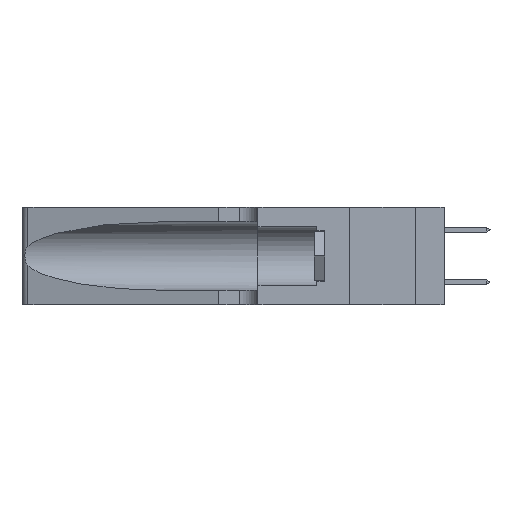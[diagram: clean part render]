
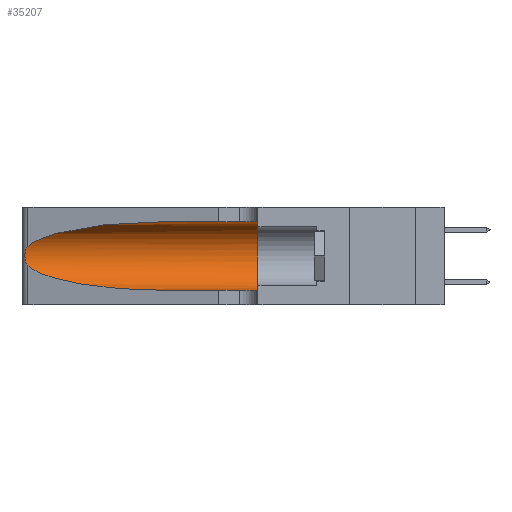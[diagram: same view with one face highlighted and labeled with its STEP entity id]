
A CAD part, left-side view. The second image highlights one B-rep face of the part: STEP entity #35207.
In plain terms, the highlighted cylindrical face has radius 3.308 mm (diameter 6.617 mm), a partial arc.
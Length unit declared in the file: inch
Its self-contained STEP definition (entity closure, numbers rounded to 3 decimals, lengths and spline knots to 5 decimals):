
#1019 = CARTESIAN_POINT ( 'NONE',  ( 0.26018, 1.23835, 0.19895 ) ) ;
#2409 = DIRECTION ( 'NONE',  ( 0., -1., 0. ) ) ;
#2458 = VERTEX_POINT ( 'NONE', #42998 ) ;
#3379 = VERTEX_POINT ( 'NONE', #40102 ) ;
#4003 = CARTESIAN_POINT ( 'NONE',  ( 0.18966, 0.96281, 0.05475 ) ) ;
#4198 = VERTEX_POINT ( 'NONE', #34786 ) ;
#5016 = CARTESIAN_POINT ( 'NONE',  ( 0.25487, 1.22718, 0.22369 ) ) ;
#8015 = CARTESIAN_POINT ( 'NONE',  ( 0.25487, 1.22718, 0.14631 ) ) ;
#8160 = CARTESIAN_POINT ( 'NONE',  ( 0.25789, 1.23486, 0.15765 ) ) ;
#8284 = DIRECTION ( 'NONE',  ( 0., 0., 1. ) ) ;
#8468 = CARTESIAN_POINT ( 'NONE',  ( 0.26017, 1.23833, 0.17102 ) ) ;
#8572 = EDGE_LOOP ( 'NONE', ( #17910, #20683, #33263, #19502, #11344, #13350 ) ) ;
#9570 = DIRECTION ( 'NONE',  ( 0., -1., 0. ) ) ;
#9838 = CARTESIAN_POINT ( 'NONE',  ( 0.2373, 1.15595, 0.28018 ) ) ;
#11252 = EDGE_CURVE ( 'NONE', #3379, #29203, #27840, .T. ) ;
#11344 = ORIENTED_EDGE ( 'NONE', *, *, #11252, .F. ) ;
#11709 = CARTESIAN_POINT ( 'NONE',  ( 0.1305, 0.72297, 0.05475 ) ) ;
#11768 = DIRECTION ( 'NONE',  ( 0., 1., 0. ) ) ;
#11794 = CARTESIAN_POINT ( 'NONE',  ( 0.26075, 1.23896, 0.19203 ) ) ;
#12860 = CARTESIAN_POINT ( 'NONE',  ( 0.18966, 0.96281, 0.31525 ) ) ;
#13350 = ORIENTED_EDGE ( 'NONE', *, *, #43166, .F. ) ;
#14919 = CARTESIAN_POINT ( 'NONE',  ( 0.25555, 1.22994, 0.2215 ) ) ;
#15228 = CARTESIAN_POINT ( 'NONE',  ( 0.26075, 1.23896, 0.178 ) ) ;
#15288 = CARTESIAN_POINT ( 'NONE',  ( 0.1305, 0.35, 0.05475 ) ) ;
#15527 = B_SPLINE_CURVE_WITH_KNOTS ( 'NONE', 3,
 ( #5016, #14919, #35736, #22322, #28563, #1019, #11794, #15228, #8468, #21854, #8160, #39196, #31988, #8015 ),
 .UNSPECIFIED., .F., .F.,
 ( 4, 2, 2, 2, 2, 2, 4 ),
 ( 0., 0.00027, 0.00053, 0.00107, 0.0016, 0.00187, 0.00214 ),
 .UNSPECIFIED. ) ;
#17847 = CARTESIAN_POINT ( 'NONE',  ( 0.2373, 1.15595, 0.08982 ) ) ;
#17910 = ORIENTED_EDGE ( 'NONE', *, *, #22361, .T. ) ;
#19502 = ORIENTED_EDGE ( 'NONE', *, *, #42035, .T. ) ;
#19671 =( BOUNDED_CURVE ( )  B_SPLINE_CURVE ( 3, ( #25050, #17847, #4003, #11709 ),
 .UNSPECIFIED., .F., .T. ) 
 B_SPLINE_CURVE_WITH_KNOTS ( ( 4, 4 ),
 ( 3.44316, 4.71239 ),
 .UNSPECIFIED. ) 
 CURVE ( )  GEOMETRIC_REPRESENTATION_ITEM ( )  RATIONAL_B_SPLINE_CURVE ( ( 1., 0.87, 0.87, 1. ) ) 
 REPRESENTATION_ITEM ( '' )  );
#20535 = CARTESIAN_POINT ( 'NONE',  ( 0.1305, 1.61858, 0.05475 ) ) ;
#20683 = ORIENTED_EDGE ( 'NONE', *, *, #42313, .T. ) ;
#21854 = CARTESIAN_POINT ( 'NONE',  ( 0.25856, 1.23593, 0.16098 ) ) ;
#22322 = CARTESIAN_POINT ( 'NONE',  ( 0.25787, 1.23484, 0.2124 ) ) ;
#22361 = EDGE_CURVE ( 'NONE', #2458, #4198, #32569, .T. ) ;
#22607 = VECTOR ( 'NONE', #2409, 39.37008 ) ;
#23245 = CARTESIAN_POINT ( 'NONE',  ( 0.1305, 0.72297, 0.31525 ) ) ;
#23666 = CARTESIAN_POINT ( 'NONE',  ( 0.25487, 1.22718, 0.22369 ) ) ;
#25050 = CARTESIAN_POINT ( 'NONE',  ( 0.25487, 1.22718, 0.14631 ) ) ;
#25318 = VECTOR ( 'NONE', #44478, 39.37008 ) ;
#26110 = CYLINDRICAL_SURFACE ( 'NONE', #36823, 0.13025 ) ;
#26955 = DIRECTION ( 'NONE',  ( 0., 0., -1. ) ) ;
#27840 = CIRCLE ( 'NONE', #30157, 0.13025 ) ;
#28563 = CARTESIAN_POINT ( 'NONE',  ( 0.25854, 1.2359, 0.20912 ) ) ;
#29203 = VERTEX_POINT ( 'NONE', #15288 ) ;
#29307 = FACE_OUTER_BOUND ( 'NONE', #8572, .T. ) ;
#30157 = AXIS2_PLACEMENT_3D ( 'NONE', #42461, #11768, #8284 ) ;
#31988 = CARTESIAN_POINT ( 'NONE',  ( 0.25555, 1.22993, 0.14849 ) ) ;
#32569 =( BOUNDED_CURVE ( )  B_SPLINE_CURVE ( 3, ( #23245, #12860, #9838, #23666 ),
 .UNSPECIFIED., .F., .F. ) 
 B_SPLINE_CURVE_WITH_KNOTS ( ( 4, 4 ),
 ( 1.5708, 2.84003 ),
 .UNSPECIFIED. ) 
 CURVE ( )  GEOMETRIC_REPRESENTATION_ITEM ( )  RATIONAL_B_SPLINE_CURVE ( ( 1., 0.87, 0.87, 1. ) ) 
 REPRESENTATION_ITEM ( '' )  );
#33263 = ORIENTED_EDGE ( 'NONE', *, *, #38998, .T. ) ;
#33333 = LINE ( 'NONE', #20535, #25318 ) ;
#34786 = CARTESIAN_POINT ( 'NONE',  ( 0.25487, 1.22718, 0.22369 ) ) ;
#35207 = ADVANCED_FACE ( 'NONE', ( #29307 ), #26110, .F. ) ;
#35736 = CARTESIAN_POINT ( 'NONE',  ( 0.25639, 1.23184, 0.21858 ) ) ;
#36592 = CARTESIAN_POINT ( 'NONE',  ( 0.1305, 0.72297, 0.05475 ) ) ;
#36823 = AXIS2_PLACEMENT_3D ( 'NONE', #44030, #9570, #26955 ) ;
#38998 = EDGE_CURVE ( 'NONE', #39898, #43135, #19671, .T. ) ;
#39196 = CARTESIAN_POINT ( 'NONE',  ( 0.25639, 1.23186, 0.15144 ) ) ;
#39783 = CARTESIAN_POINT ( 'NONE',  ( 0.1305, 1.61858, 0.31525 ) ) ;
#39898 = VERTEX_POINT ( 'NONE', #42234 ) ;
#40102 = CARTESIAN_POINT ( 'NONE',  ( 0.1305, 0.35, 0.31525 ) ) ;
#42035 = EDGE_CURVE ( 'NONE', #43135, #29203, #33333, .T. ) ;
#42234 = CARTESIAN_POINT ( 'NONE',  ( 0.25487, 1.22718, 0.14631 ) ) ;
#42313 = EDGE_CURVE ( 'NONE', #4198, #39898, #15527, .T. ) ;
#42461 = CARTESIAN_POINT ( 'NONE',  ( 0.1305, 0.35, 0.185 ) ) ;
#42998 = CARTESIAN_POINT ( 'NONE',  ( 0.1305, 0.72297, 0.31525 ) ) ;
#43135 = VERTEX_POINT ( 'NONE', #36592 ) ;
#43166 = EDGE_CURVE ( 'NONE', #2458, #3379, #44025, .T. ) ;
#44025 = LINE ( 'NONE', #39783, #22607 ) ;
#44030 = CARTESIAN_POINT ( 'NONE',  ( 0.1305, 1.61858, 0.185 ) ) ;
#44478 = DIRECTION ( 'NONE',  ( 0., -1., 0. ) ) ;
